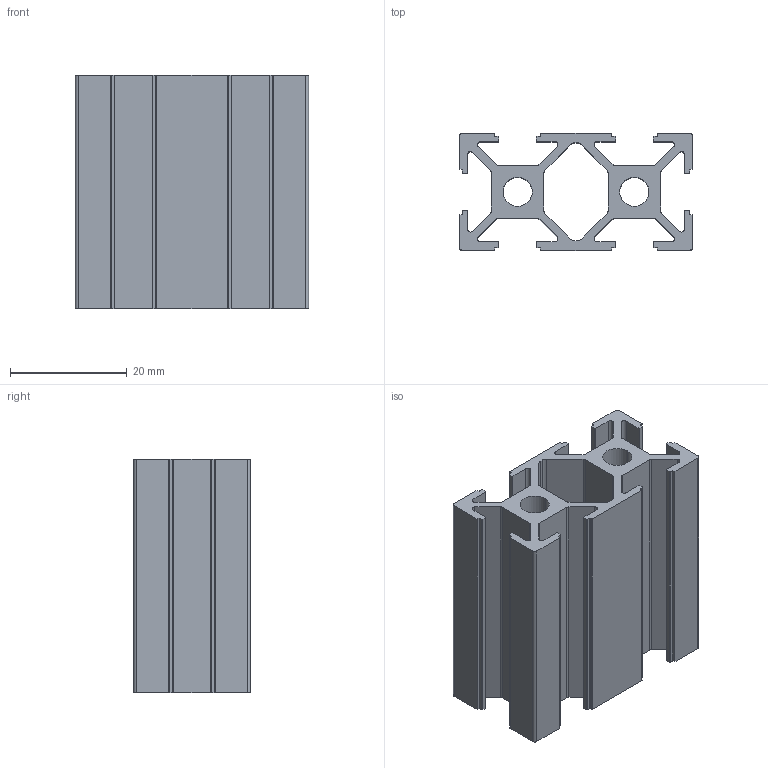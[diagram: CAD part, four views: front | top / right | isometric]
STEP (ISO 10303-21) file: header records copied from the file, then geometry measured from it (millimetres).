
FILE_DESCRIPTION (( 'STEP AP203' ), '1' );
FILE_NAME ('2040.step', '2023-05-12T09:12:53', ( '' ), ( '' ), 'SwSTEP 2.0', 'SolidWorks 2021', '' );
FILE_SCHEMA (( 'CONFIG_CONTROL_DESIGN' ));
Length unit declared in the file: millimetre
Products named in the file (1): 2040
Bounding box: 40 x 20 x 40 mm (x, y, z)
Volume: 11834.1 mm3; surface area: 13404.1 mm2
Topology: 1 solids, 1 shells, 178 faces, 528 edges, 352 vertices
Faces by surface type: cylinder 92, plane 86
Entity records: 6105 total; most frequent: DIRECTION 1070, CARTESIAN_POINT 1059, ORIENTED_EDGE 1056, EDGE_CURVE 528, AXIS2_PLACEMENT_3D 363, VERTEX_POINT 352, VECTOR 344, LINE 344
